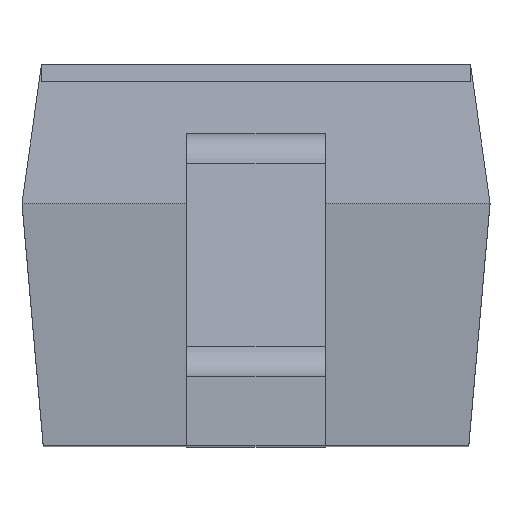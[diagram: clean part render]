
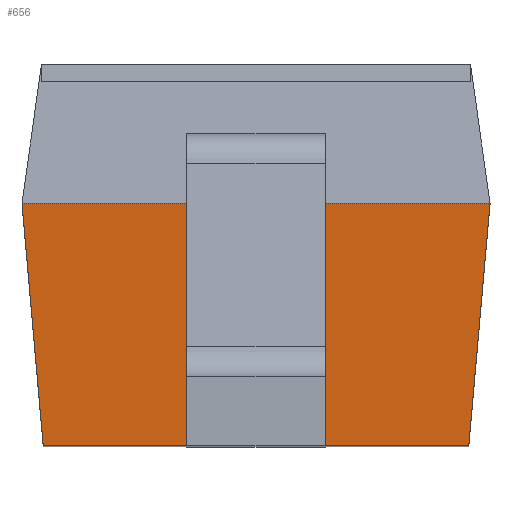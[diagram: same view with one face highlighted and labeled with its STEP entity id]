
A CAD part, top view. The second image highlights one B-rep face of the part: STEP entity #656.
In plain terms, the highlighted planar face has unit normal (0, -0.087, 0.996).
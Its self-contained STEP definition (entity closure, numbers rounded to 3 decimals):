
#46=FACE_OUTER_BOUND('',#86,.T.);
#86=EDGE_LOOP('',(#459,#460,#461,#462));
#121=LINE('',#952,#201);
#135=LINE('',#979,#215);
#136=LINE('',#982,#216);
#137=LINE('',#983,#217);
#201=VECTOR('',#764,10.);
#215=VECTOR('',#790,10.);
#216=VECTOR('',#793,10.);
#217=VECTOR('',#794,10.);
#281=VERTEX_POINT('',#949);
#282=VERTEX_POINT('',#951);
#289=VERTEX_POINT('',#977);
#290=VERTEX_POINT('',#981);
#341=EDGE_CURVE('',#281,#282,#121,.T.);
#355=EDGE_CURVE('',#281,#289,#135,.T.);
#356=EDGE_CURVE('',#289,#290,#136,.T.);
#357=EDGE_CURVE('',#282,#290,#137,.T.);
#459=ORIENTED_EDGE('',*,*,#356,.T.);
#460=ORIENTED_EDGE('',*,*,#357,.F.);
#461=ORIENTED_EDGE('',*,*,#341,.F.);
#462=ORIENTED_EDGE('',*,*,#355,.T.);
#622=PLANE('',#713);
#656=ADVANCED_FACE('',(#46),#622,.T.);
#713=AXIS2_PLACEMENT_3D('',#980,#791,#792);
#764=DIRECTION('',(1.,0.,0.));
#790=DIRECTION('',(0.087,-0.992,-0.087));
#791=DIRECTION('center_axis',(0.,-0.087,0.996));
#792=DIRECTION('ref_axis',(-1.,0.,0.));
#793=DIRECTION('',(1.,0.,0.));
#794=DIRECTION('',(-0.087,-0.992,-0.087));
#949=CARTESIAN_POINT('',(-0.675,0.,0.9));
#951=CARTESIAN_POINT('',(0.675,0.,0.9));
#952=CARTESIAN_POINT('',(-0.675,0.,0.9));
#977=CARTESIAN_POINT('',(-0.614,-0.7,0.839));
#979=CARTESIAN_POINT('',(-0.668,-0.078,0.893));
#980=CARTESIAN_POINT('Origin',(-0.675,0.,0.9));
#981=CARTESIAN_POINT('',(0.614,-0.7,0.839));
#982=CARTESIAN_POINT('',(-0.675,-0.7,0.839));
#983=CARTESIAN_POINT('',(0.67,-0.058,0.895));
